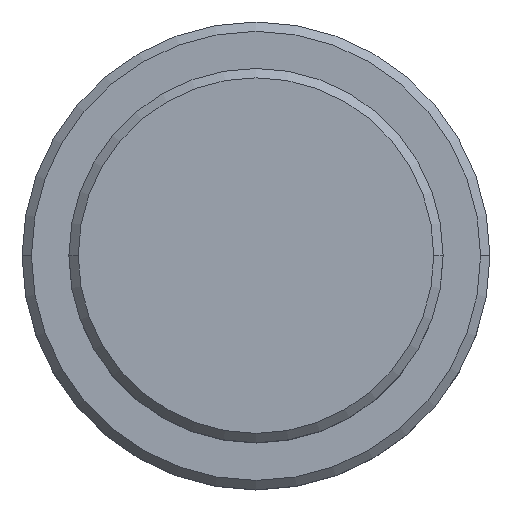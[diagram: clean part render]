
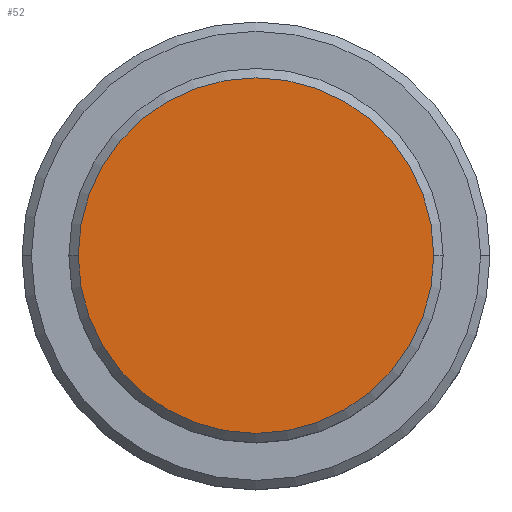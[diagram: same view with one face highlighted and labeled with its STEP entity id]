
A CAD part, top view. The second image highlights one B-rep face of the part: STEP entity #52.
In plain terms, the highlighted planar face has unit normal (0, 0, 1).
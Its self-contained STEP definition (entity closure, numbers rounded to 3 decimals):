
#52 = ADVANCED_FACE ( 'NONE', ( #927 ), #1372, .T. ) ;
#67 = DIRECTION ( 'NONE',  ( 1., 0., 0. ) ) ;
#78 = CARTESIAN_POINT ( 'NONE',  ( 0., 0., 0. ) ) ;
#93 = EDGE_CURVE ( 'NONE', #959, #766, #883, .T. ) ;
#169 = DIRECTION ( 'NONE',  ( 1., 0., 0. ) ) ;
#297 = AXIS2_PLACEMENT_3D ( 'NONE', #1158, #1375, #169 ) ;
#324 = AXIS2_PLACEMENT_3D ( 'NONE', #78, #371, #67 ) ;
#359 = EDGE_LOOP ( 'NONE', ( #1266, #938 ) ) ;
#371 = DIRECTION ( 'NONE',  ( 0., 0., 1. ) ) ;
#544 = CARTESIAN_POINT ( 'NONE',  ( 9.5, 0., 0. ) ) ;
#610 = AXIS2_PLACEMENT_3D ( 'NONE', #878, #1010, #1325 ) ;
#766 = VERTEX_POINT ( 'NONE', #544 ) ;
#878 = CARTESIAN_POINT ( 'NONE',  ( 0., 0., 0. ) ) ;
#883 = CIRCLE ( 'NONE', #324, 9.5 ) ;
#927 = FACE_OUTER_BOUND ( 'NONE', #359, .T. ) ;
#938 = ORIENTED_EDGE ( 'NONE', *, *, #1260, .T. ) ;
#959 = VERTEX_POINT ( 'NONE', #1077 ) ;
#1010 = DIRECTION ( 'NONE',  ( 0., 0., 1. ) ) ;
#1077 = CARTESIAN_POINT ( 'NONE',  ( -9.5, 0., 0. ) ) ;
#1158 = CARTESIAN_POINT ( 'NONE',  ( 0., 0., 0. ) ) ;
#1185 = CIRCLE ( 'NONE', #610, 9.5 ) ;
#1260 = EDGE_CURVE ( 'NONE', #766, #959, #1185, .T. ) ;
#1266 = ORIENTED_EDGE ( 'NONE', *, *, #93, .T. ) ;
#1325 = DIRECTION ( 'NONE',  ( 1., 0., 0. ) ) ;
#1372 = PLANE ( 'NONE',  #297 ) ;
#1375 = DIRECTION ( 'NONE',  ( 0., 0., 1. ) ) ;
